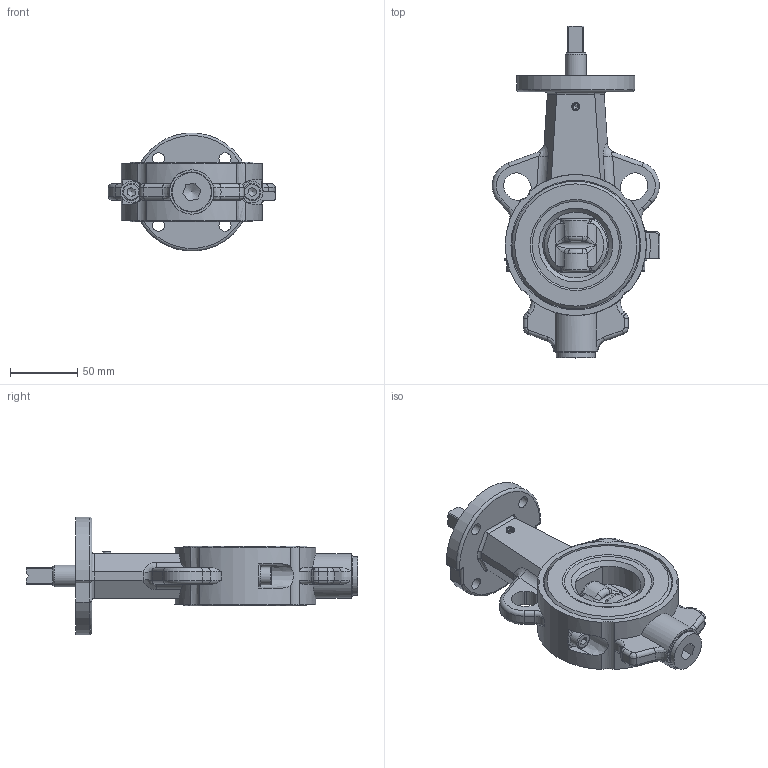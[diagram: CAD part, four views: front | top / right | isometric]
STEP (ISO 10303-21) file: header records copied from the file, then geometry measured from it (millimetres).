
FILE_DESCRIPTION((''),'2;1');
FILE_NAME('Z011-K1-GMX-DN050.stp','2009-01-14T11:10:23',('hellwig'),(''),'Autodesk Inventor 2008','Autodesk Inventor 2008','');
FILE_SCHEMA(('AUTOMOTIVE_DESIGN { 1 0 10303 214 1 1 1 1 }'));
Length unit declared in the file: millimetre
Products named in the file (1): Bauteil1
Bounding box: 124.67 x 247 x 87.67 mm (x, y, z)
Volume: 516589.8 mm3; surface area: 102764.4 mm2
Topology: 3 solids, 13 shells, 537 faces, 1293 edges, 778 vertices
Faces by surface type: plane 151, cylinder 143, bspline 142, cone 52, torus 47, sphere 2
Full cylindrical faces by diameter (mm): 4 x1, 6 x1, 6.647 x2, 8 x2, 8.4 x2, 10.2 x1, 10.5 x1, 12 x1, 12.3 x1, 12.8 x3, 13 x3, 15.2 x1, 16 x9, 16.2 x4, 16.35 x4, 20.95 x3, 21 x1, 25.3 x1, 29 x1, 29.9 x1, 95 x1, 96.5 x1
Entity records: 20927 total; most frequent: CARTESIAN_POINT 9222, ORIENTED_EDGE 2236, DIRECTION 2189, EDGE_CURVE 1118, AXIS2_PLACEMENT_3D 922, VERTEX_POINT 740, EDGE_LOOP 712, STYLED_ITEM 538
